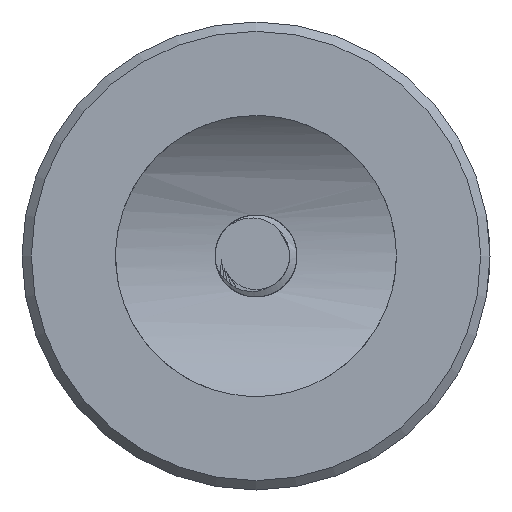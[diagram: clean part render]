
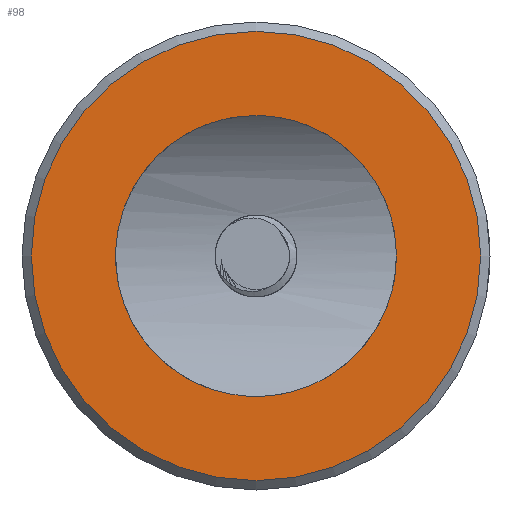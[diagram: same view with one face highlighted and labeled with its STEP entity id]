
A CAD part, left-side view. The second image highlights one B-rep face of the part: STEP entity #98.
In plain terms, the highlighted planar face has unit normal (-1, 0, 0).
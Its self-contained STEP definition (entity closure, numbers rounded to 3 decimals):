
#98=ADVANCED_FACE('',(#180,#181),#123,.T.);
#123=PLANE('',#502);
#180=FACE_BOUND('',#223,.T.);
#181=FACE_BOUND('',#224,.T.);
#223=EDGE_LOOP('',(#302));
#224=EDGE_LOOP('',(#303));
#302=ORIENTED_EDGE('',*,*,#428,.T.);
#303=ORIENTED_EDGE('',*,*,#418,.F.);
#378=VERTEX_POINT('',#849);
#383=VERTEX_POINT('',#7416);
#418=EDGE_CURVE('',#378,#378,#456,.T.);
#428=EDGE_CURVE('',#383,#383,#459,.T.);
#456=CIRCLE('',#493,12.);
#459=CIRCLE('',#501,19.2);
#493=AXIS2_PLACEMENT_3D('',#848,#557,#558);
#501=AXIS2_PLACEMENT_3D('',#7415,#573,#574);
#502=AXIS2_PLACEMENT_3D('',#7417,#575,#576);
#557=DIRECTION('',(-1.,0.,0.));
#558=DIRECTION('',(0.,0.,1.));
#573=DIRECTION('',(-1.,0.,0.));
#574=DIRECTION('',(0.,0.,1.));
#575=DIRECTION('',(-1.,0.,0.));
#576=DIRECTION('',(0.,0.,1.));
#848=CARTESIAN_POINT('',(-22.,0.,0.));
#849=CARTESIAN_POINT('',(-22.,0.,12.));
#7415=CARTESIAN_POINT('',(-22.,0.,0.));
#7416=CARTESIAN_POINT('',(-22.,0.,19.2));
#7417=CARTESIAN_POINT('',(-22.,0.,0.));
